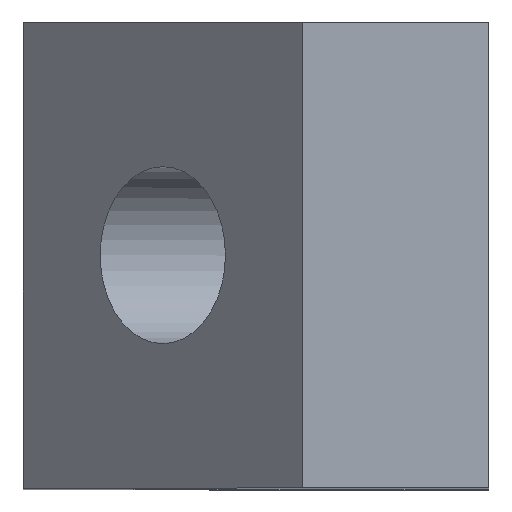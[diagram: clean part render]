
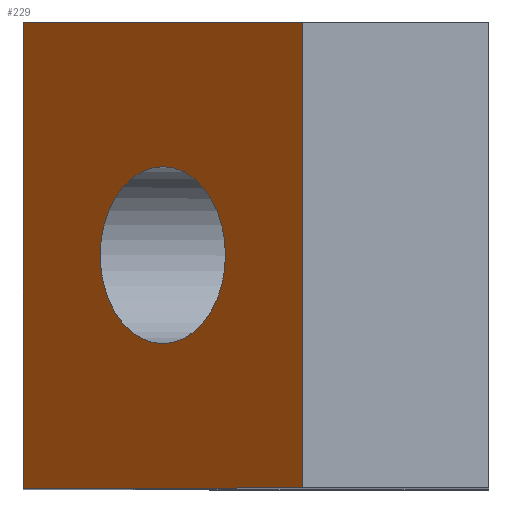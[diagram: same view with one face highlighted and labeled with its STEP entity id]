
A CAD part, top view. The second image highlights one B-rep face of the part: STEP entity #229.
In plain terms, the highlighted planar face has unit normal (-0.707, 0, 0.707).
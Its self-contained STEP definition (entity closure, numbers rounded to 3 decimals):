
#17=FACE_BOUND('',#45,.T.);
#21=PLANE('',#258);
#31=FACE_OUTER_BOUND('',#44,.T.);
#44=EDGE_LOOP('',(#166,#167,#168,#169));
#45=EDGE_LOOP('',(#170));
#59=LINE('',#349,#81);
#60=LINE('',#351,#82);
#61=LINE('',#353,#83);
#62=LINE('',#354,#84);
#81=VECTOR('',#287,10.);
#82=VECTOR('',#288,10.);
#83=VECTOR('',#289,10.);
#84=VECTOR('',#290,10.);
#102=CIRCLE('',#255,4.75);
#109=VERTEX_POINT('',#340);
#111=VERTEX_POINT('',#347);
#112=VERTEX_POINT('',#348);
#113=VERTEX_POINT('',#350);
#114=VERTEX_POINT('',#352);
#130=EDGE_CURVE('',#109,#109,#102,.T.);
#133=EDGE_CURVE('',#111,#112,#59,.T.);
#134=EDGE_CURVE('',#112,#113,#60,.T.);
#135=EDGE_CURVE('',#113,#114,#61,.T.);
#136=EDGE_CURVE('',#114,#111,#62,.T.);
#166=ORIENTED_EDGE('',*,*,#133,.T.);
#167=ORIENTED_EDGE('',*,*,#134,.T.);
#168=ORIENTED_EDGE('',*,*,#135,.T.);
#169=ORIENTED_EDGE('',*,*,#136,.T.);
#170=ORIENTED_EDGE('',*,*,#130,.T.);
#229=ADVANCED_FACE('',(#31,#17),#21,.T.);
#255=AXIS2_PLACEMENT_3D('',#341,#278,#279);
#258=AXIS2_PLACEMENT_3D('',#346,#285,#286);
#278=DIRECTION('center_axis',(0.707,0.,-0.707));
#279=DIRECTION('ref_axis',(0.707,0.,0.707));
#285=DIRECTION('center_axis',(-0.707,0.,0.707));
#286=DIRECTION('ref_axis',(0.707,0.,0.707));
#287=DIRECTION('',(-0.707,0.,-0.707));
#288=DIRECTION('',(0.,-1.,0.));
#289=DIRECTION('',(0.707,0.,0.707));
#290=DIRECTION('',(0.,1.,0.));
#340=CARTESIAN_POINT('',(-20.859,12.5,29.141));
#341=CARTESIAN_POINT('Origin',(-17.5,12.5,32.5));
#346=CARTESIAN_POINT('Origin',(-17.5,0.,32.5));
#347=CARTESIAN_POINT('',(-10.,25.,40.));
#348=CARTESIAN_POINT('',(-25.,25.,25.));
#349=CARTESIAN_POINT('',(-19.375,25.,30.625));
#350=CARTESIAN_POINT('',(-25.,0.,25.));
#351=CARTESIAN_POINT('',(-25.,0.,25.));
#352=CARTESIAN_POINT('',(-10.,0.,40.));
#353=CARTESIAN_POINT('',(-19.375,0.,30.625));
#354=CARTESIAN_POINT('',(-10.,0.,40.));
